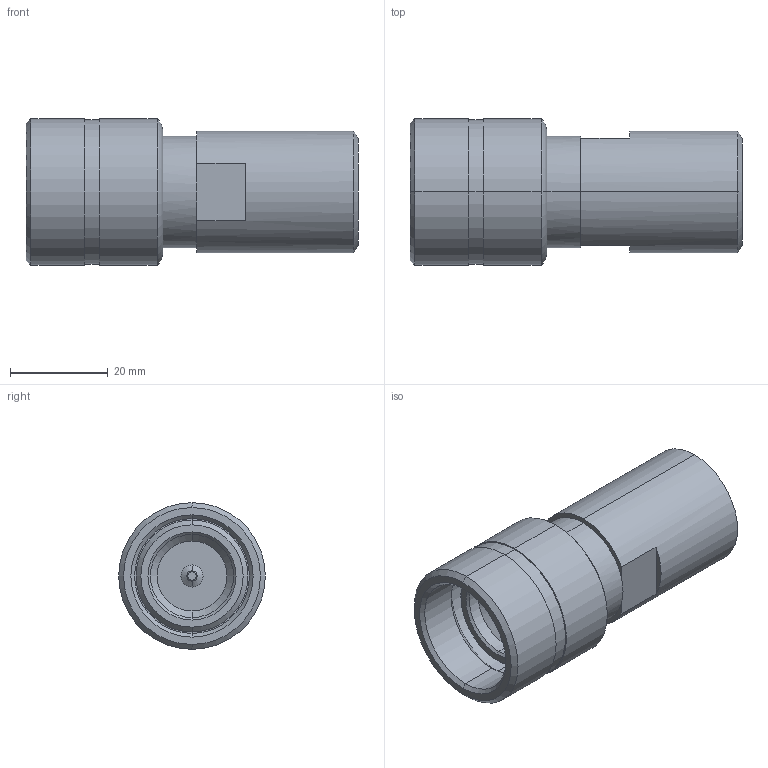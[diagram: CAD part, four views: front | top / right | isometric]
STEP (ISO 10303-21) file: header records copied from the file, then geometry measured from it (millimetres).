
FILE_DESCRIPTION (( 'STEP AP214' ), '1' );
FILE_NAME ('BH06.1101_IC_JV.STEP', '2016-10-12T07:26:23', ( '' ), ( '' ), 'SwSTEP 2.0', 'SolidWorks 2016', '' );
FILE_SCHEMA (( 'AUTOMOTIVE_DESIGN' ));
Length unit declared in the file: millimetre
Products named in the file (1): BH06.1101_IC_JV
Bounding box: 67.91 x 30 x 30 mm (x, y, z)
Volume: 27411.6 mm3; surface area: 10577.6 mm2
Topology: 1 solids, 1 shells, 90 faces, 184 edges, 106 vertices
Faces by surface type: cylinder 36, cone 28, plane 20, torus 6
Entity records: 2390 total; most frequent: DIRECTION 474, CARTESIAN_POINT 381, ORIENTED_EDGE 368, AXIS2_PLACEMENT_3D 199, EDGE_CURVE 184, CIRCLE 108, VERTEX_POINT 106, EDGE_LOOP 100
